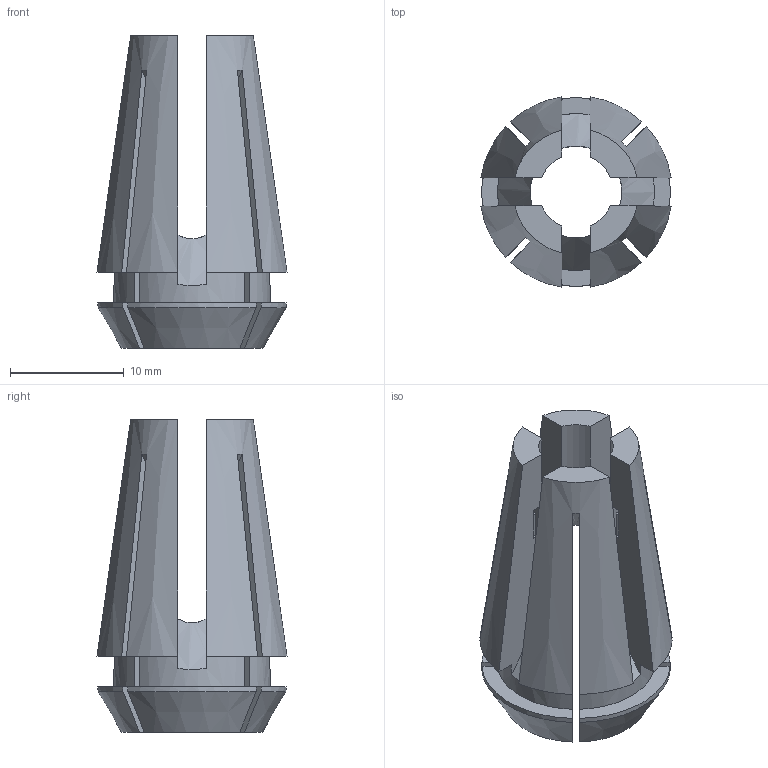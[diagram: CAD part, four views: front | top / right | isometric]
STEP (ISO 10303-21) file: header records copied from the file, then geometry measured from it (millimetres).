
FILE_DESCRIPTION (( 'STEP AP203' ), '1' );
FILE_NAME ('STP-05320-318.STEP', '2020-08-21T06:47:59', ( '' ), ( '' ), 'SwSTEP 2.0', 'SolidWorks 2017', '' );
FILE_SCHEMA (( 'CONFIG_CONTROL_DESIGN' ));
Length unit declared in the file: millimetre
Products named in the file (1): STP-05320-318
Bounding box: 16.74 x 16.74 x 27.5 mm (x, y, z)
Volume: 2199.3 mm3; surface area: 2820.1 mm2
Topology: 1 solids, 1 shells, 92 faces, 275 edges, 183 vertices
Faces by surface type: plane 48, cylinder 35, cone 9
Entity records: 3313 total; most frequent: CARTESIAN_POINT 754, ORIENTED_EDGE 550, DIRECTION 506, EDGE_CURVE 275, AXIS2_PLACEMENT_3D 185, VERTEX_POINT 183, LINE 136, VECTOR 136
